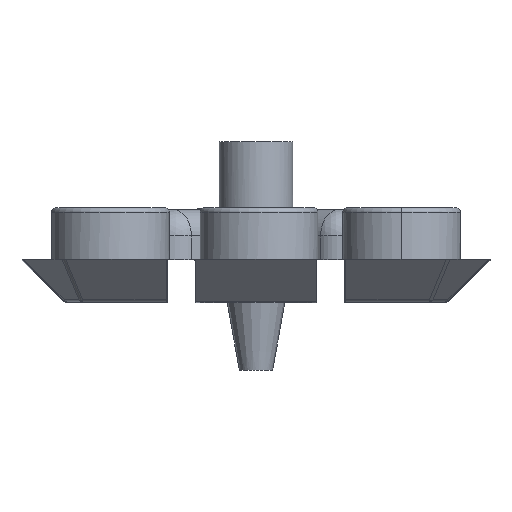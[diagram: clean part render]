
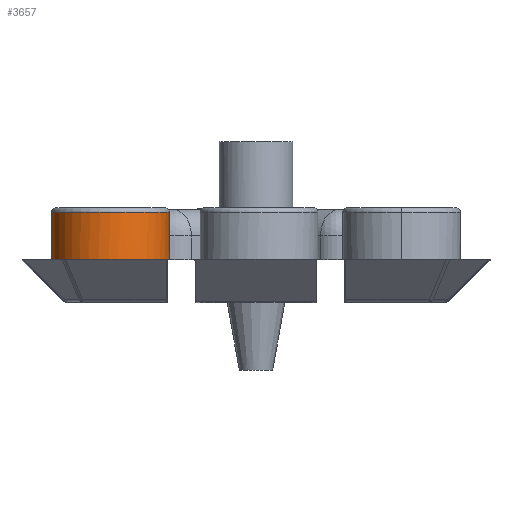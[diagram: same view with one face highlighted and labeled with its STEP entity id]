
A CAD part, top view. The second image highlights one B-rep face of the part: STEP entity #3657.
In plain terms, the highlighted cylindrical face has radius 4 mm (diameter 8 mm), a partial arc.
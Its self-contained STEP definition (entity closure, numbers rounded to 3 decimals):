
#2980=CARTESIAN_POINT('',(-0.2,0.,-0.2));
#2981=DIRECTION('',(0.,-1.,0.));
#2982=DIRECTION('',(1.,0.,0.));
#2983=AXIS2_PLACEMENT_3D('',#2980,#2981,#2982);
#3104=CARTESIAN_POINT('',(-0.2,-3.2,-0.2));
#3105=DIRECTION('',(0.,-1.,0.));
#3106=DIRECTION('',(1.,0.,0.));
#3107=AXIS2_PLACEMENT_3D('',#3104,#3105,#3106);
#3112=DIRECTION('',(0.,-1.,0.));
#3113=VECTOR('',#3112,3.2);
#3114=CARTESIAN_POINT('',(3.8,0.,-0.2));
#3115=LINE('',#3114,#3113);
#3127=DIRECTION('',(0.,-1.,0.));
#3128=VECTOR('',#3127,3.2);
#3129=CARTESIAN_POINT('',(-4.2,0.,-0.2));
#3130=LINE('',#3129,#3128);
#3134=CARTESIAN_POINT('',(-0.2,0.,-0.2));
#3135=DIRECTION('',(0.,-1.,0.));
#3136=DIRECTION('',(-0.975,0.,0.222));
#3137=AXIS2_PLACEMENT_3D('',#3134,#3135,#3136);
#3461=CARTESIAN_POINT('',(3.8,0.,-0.2));
#3463=VERTEX_POINT('',#3461);
#3464=CARTESIAN_POINT('',(-4.1,0.,0.689));
#3465=VERTEX_POINT('',#3464);
#3518=CARTESIAN_POINT('',(-4.2,-3.2,-0.2));
#3519=CARTESIAN_POINT('',(3.8,-3.2,-0.2));
#3520=VERTEX_POINT('',#3518);
#3521=VERTEX_POINT('',#3519);
#3526=CARTESIAN_POINT('',(-4.2,0.,-0.2));
#3527=VERTEX_POINT('',#3526);
#3642=CARTESIAN_POINT('',(-0.2,0.,-0.2));
#3643=DIRECTION('',(0.,-1.,0.));
#3644=DIRECTION('',(-1.,0.,0.));
#3645=AXIS2_PLACEMENT_3D('',#3642,#3643,#3644);
#3646=CYLINDRICAL_SURFACE('',#3645,4.);
#3647=ORIENTED_EDGE('',*,*,#3636,.T.);
#3649=ORIENTED_EDGE('',*,*,#3648,.F.);
#3651=ORIENTED_EDGE('',*,*,#3650,.F.);
#3652=ORIENTED_EDGE('',*,*,#3551,.F.);
#3654=ORIENTED_EDGE('',*,*,#3653,.T.);
#3655=EDGE_LOOP('',(#3647,#3649,#3651,#3652,#3654));
#3656=FACE_OUTER_BOUND('',#3655,.F.);
#2984=CIRCLE('',#2983,4.);
#3108=CIRCLE('',#3107,4.);
#3138=CIRCLE('',#3137,4.);
#3551=EDGE_CURVE('',#3463,#3465,#2984,.T.);
#3636=EDGE_CURVE('',#3521,#3520,#3108,.T.);
#3648=EDGE_CURVE('',#3527,#3520,#3130,.T.);
#3650=EDGE_CURVE('',#3465,#3527,#3138,.T.);
#3653=EDGE_CURVE('',#3463,#3521,#3115,.T.);
#3657=ADVANCED_FACE('',(#3656),#3646,.T.);
